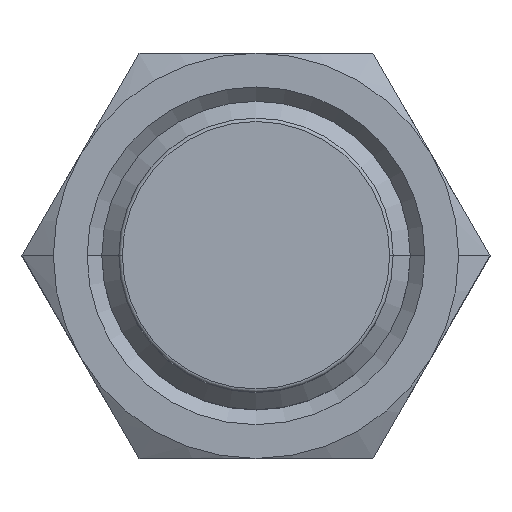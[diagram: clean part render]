
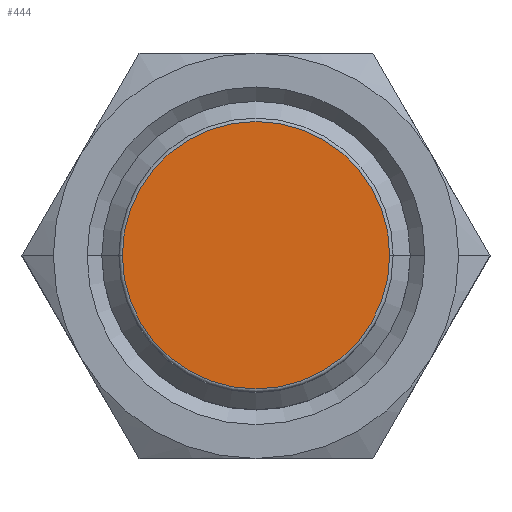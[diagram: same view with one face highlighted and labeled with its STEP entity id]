
A CAD part, top view. The second image highlights one B-rep face of the part: STEP entity #444.
In plain terms, the highlighted planar face has unit normal (0, 0, 1).
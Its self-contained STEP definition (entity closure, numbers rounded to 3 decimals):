
#189=CARTESIAN_POINT('',(0.,0.,60.));
#190=DIRECTION('',(0.,0.,1.));
#191=DIRECTION('',(1.,0.,0.));
#192=AXIS2_PLACEMENT_3D('',#189,#190,#191);
#197=CARTESIAN_POINT('',(0.,0.,60.));
#198=DIRECTION('',(0.,0.,1.));
#199=DIRECTION('',(-1.,0.,0.));
#200=AXIS2_PLACEMENT_3D('',#197,#198,#199);
#320=CARTESIAN_POINT('',(7.8,0.,60.));
#321=CARTESIAN_POINT('',(-7.8,0.,60.));
#322=VERTEX_POINT('',#320);
#323=VERTEX_POINT('',#321);
#434=CARTESIAN_POINT('',(0.,0.,60.));
#435=DIRECTION('',(0.,0.,1.));
#436=DIRECTION('',(1.,0.,0.));
#437=AXIS2_PLACEMENT_3D('',#434,#435,#436);
#438=PLANE('',#437);
#440=ORIENTED_EDGE('',*,*,#439,.F.);
#441=ORIENTED_EDGE('',*,*,#424,.F.);
#442=EDGE_LOOP('',(#440,#441));
#443=FACE_OUTER_BOUND('',#442,.F.);
#444=ADVANCED_FACE('',(#443),#438,.T.);
#193=CIRCLE('',#192,7.8);
#201=CIRCLE('',#200,7.8);
#424=EDGE_CURVE('',#323,#322,#201,.T.);
#439=EDGE_CURVE('',#322,#323,#193,.T.);
